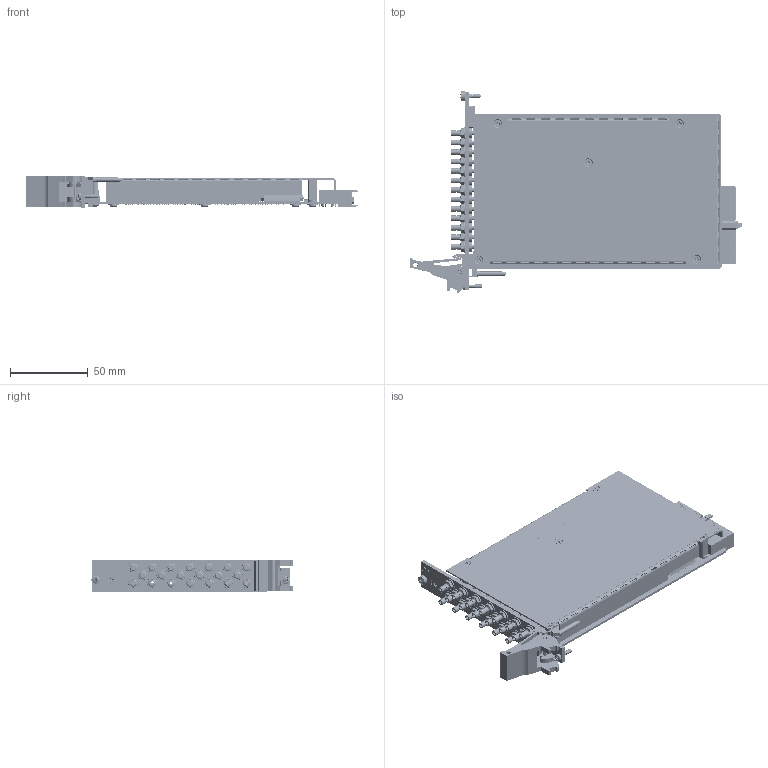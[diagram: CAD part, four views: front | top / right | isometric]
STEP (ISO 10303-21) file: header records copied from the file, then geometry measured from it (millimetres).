
FILE_DESCRIPTION (( 'STEP AP214' ), '1' );
FILE_NAME ('40-726A-511 PXI 12x8 RF Matrix 50 OHM SMB assembly.STEP', '2013-09-05T07:42:06', ( 'admin' ), ( '' ), 'SwSTEP 2.0', 'SolidWorks 2012', '' );
FILE_SCHEMA (( 'AUTOMOTIVE_DESIGN' ));
Length unit declared in the file: millimetre
Products named in the file (1): 40-726A-511 PXI 12x8 RF Matrix 50 OHM SMB assembly
Bounding box: 214.01 x 129.67 x 20 mm (x, y, z)
Surface area: 115634.1 mm2 (no closed solid volume)
Topology: 0 solids, 1412 shells, 4951 faces, 16450 edges, 12430 vertices
Faces by surface type: plane 2935, cylinder 1755, cone 127, bspline 85, torus 32, sphere 17
Full cylindrical faces by diameter (mm): 0.5 x907, 0.6 x110, 0.762 x70, 0.784 x1, 0.837 x1, 1.524 x41, 2 x33, 2.05 x1, 2.16 x1, 2.2 x8, 2.497 x1, 2.5 x2, 2.6 x20, 2.7 x1, 2.8 x1, 3 x3, 3.291 x20, 3.665 x1, 3.7 x40, 4.35 x1, 4.7 x5, 4.85 x5, 5 x3, 5.3 x1, 5.878 x1, 6 x5, 6.5 x21, 6.8 x4, 7.9 x20
Entity records: 226543 total; most frequent: CARTESIAN_POINT 42631, DIRECTION 27214, ORIENTED_EDGE 19437, EDGE_CURVE 13883, VERTEX_POINT 11347, AXIS2_PLACEMENT_3D 9334, LINE 8546, VECTOR 8546
